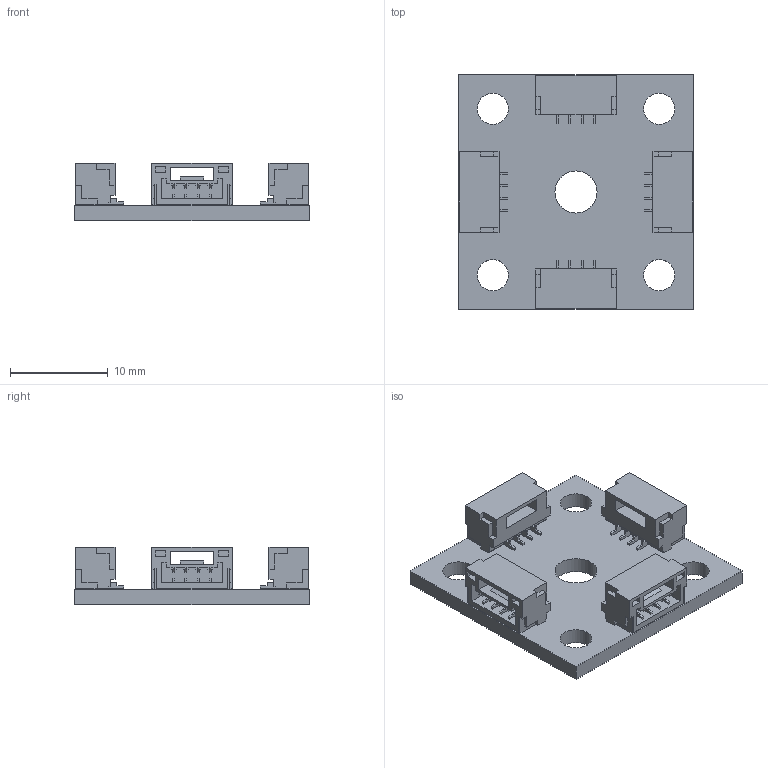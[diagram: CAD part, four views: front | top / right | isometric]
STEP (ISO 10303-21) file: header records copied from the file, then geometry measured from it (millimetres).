
FILE_DESCRIPTION(('KiCad electronic assembly'),'2;1');
FILE_NAME('junction.step','2022-01-12T21:01:52',('An Author'),( 'A Company'),'Open CASCADE STEP processor 6.9', 'KiCad to STEP converter','Unknown');
FILE_SCHEMA(('AUTOMOTIVE_DESIGN { 1 0 10303 214 1 1 1 1 }'));
Length unit declared in the file: millimetre
Products named in the file (4): Open CASCADE STEP translator 6.9 1; JST_GH_SM04B-GHS-TB_1x04-1MP_P1.25mm_Horizontal; SOLID; COMPOUND
Assembly tree (6 placements, depth 3):
  Open CASCADE STEP translator 6.9 1
    JST_GH_SM04B-GHS-TB_1x04-1MP_P1.25mm_Horizontal  x4
      SOLID
    COMPOUND
Bounding box: 24 x 24 x 5.89 mm (x, y, z)
Volume: 1183.2 mm3; surface area: 2460.1 mm2
Topology: 5 solids, 5 shells, 823 faces, 2311 edges, 1530 vertices
Faces by surface type: plane 818, cylinder 5
Full cylindrical faces by diameter (mm): 3.2 x4, 4.3 x1
Entity records: 16055 total; most frequent: CARTESIAN_POINT 2411, DIRECTION 2246, LINE 1774, VECTOR 1774, ORIENTED_EDGE 1196, PCURVE 1196, DEFINITIONAL_REPRESENTATION 1196, EDGE_CURVE 598
